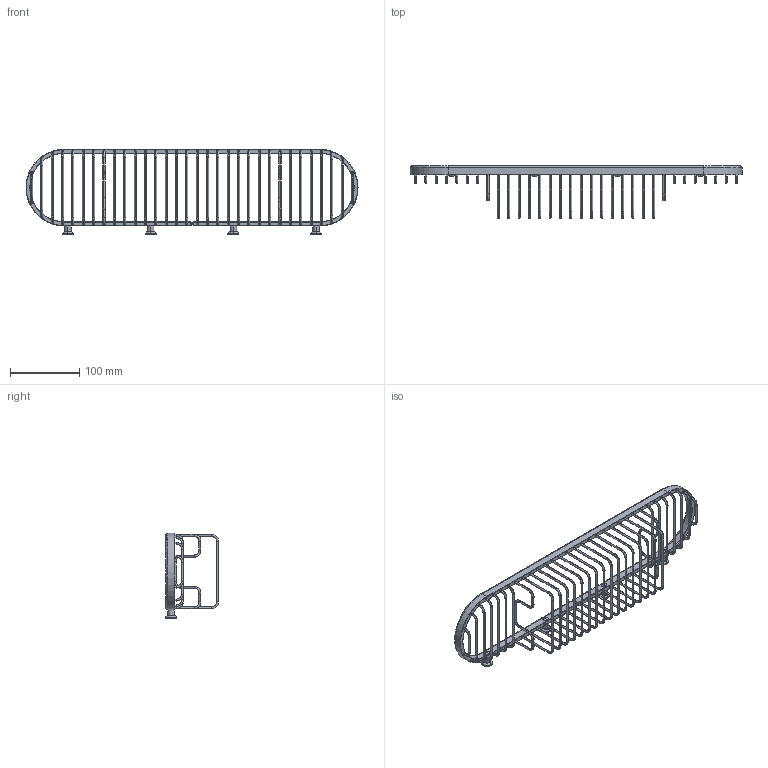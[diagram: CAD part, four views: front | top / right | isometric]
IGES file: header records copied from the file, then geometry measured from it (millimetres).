
Start section:  PTC IGES file: 503l.igs
Global section: file name: 503l.igs; native system: Creo Parametric by PTC Inc.; preprocessor: 2018400; author: jinson.thomas; organization: Unknown; date: 20220112.103200; units: inch
Bounding box: 481.03 x 76.68 x 123.7 mm (x, y, z)
Volume: 123008.6 mm3; surface area: 91231.7 mm2
Topology: 1 solids, 1 shells, 426 faces, 952 edges, 524 vertices
Faces by surface type: revolution 411, bspline 15
